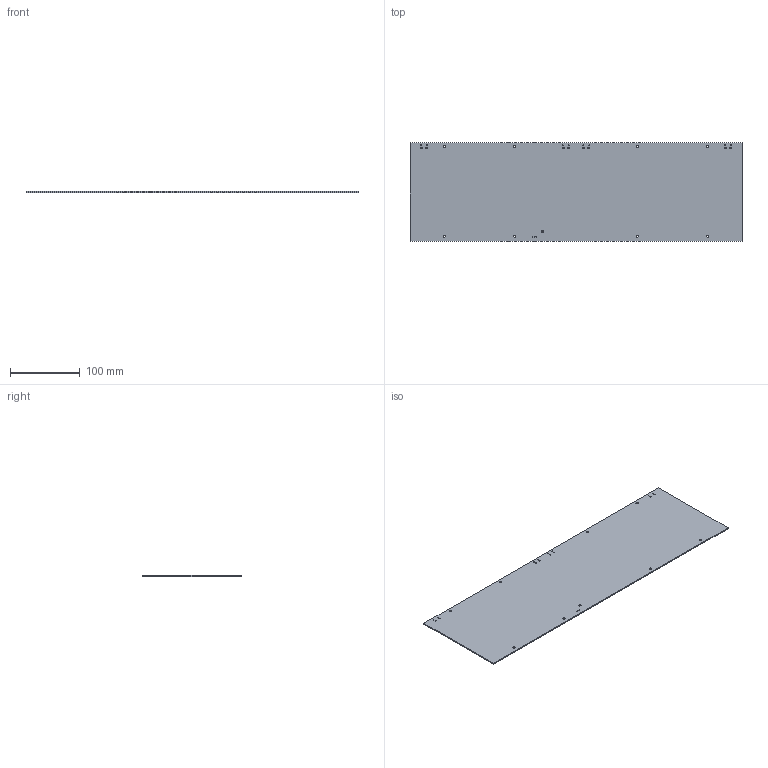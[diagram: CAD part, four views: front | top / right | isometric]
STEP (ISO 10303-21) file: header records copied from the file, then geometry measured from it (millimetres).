
FILE_DESCRIPTION(('KiCad electronic assembly'),'2;1');
FILE_NAME('skogaslider-main-pcb.step','2022-11-13T17:21:33',('Pcbnew'),( 'Kicad'),'Open CASCADE STEP processor 7.6','KiCad to STEP converter' ,'Unknown');
FILE_SCHEMA(('AUTOMOTIVE_DESIGN { 1 0 10303 214 1 1 1 1 }'));
Length unit declared in the file: millimetre
Products named in the file (2): skogaslider-main-pcb 1; _autosave-skogaslider-main-pcb PCB
Assembly tree (1 placements, depth 2):
  skogaslider-main-pcb 1
    _autosave-skogaslider-main-pcb PCB
Bounding box: 474.99 x 140.29 x 1.6 mm (x, y, z)
Volume: 106485.5 mm3; surface area: 135353.3 mm2
Topology: 1 solids, 1 shells, 98 faces, 288 edges, 192 vertices
Faces by surface type: cylinder 60, plane 38
Full cylindrical faces by diameter (mm): 0.35 x9, 0.65 x8, 1 x3, 3.2 x8
Entity records: 7639 total; most frequent: CARTESIAN_POINT 1876, DIRECTION 1064, LINE 624, VECTOR 624, ORIENTED_EDGE 576, PCURVE 576, DEFINITIONAL_REPRESENTATION 576, EDGE_CURVE 288
